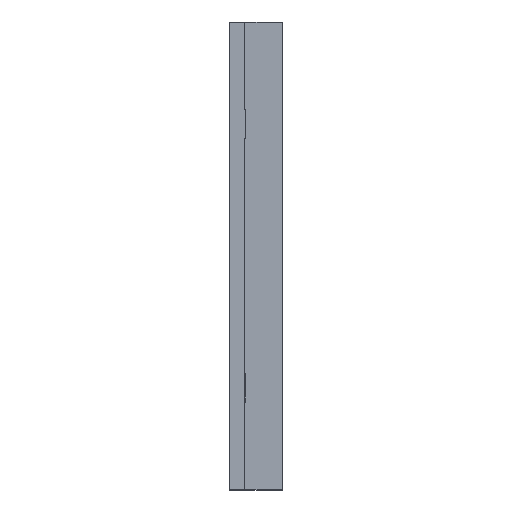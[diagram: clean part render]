
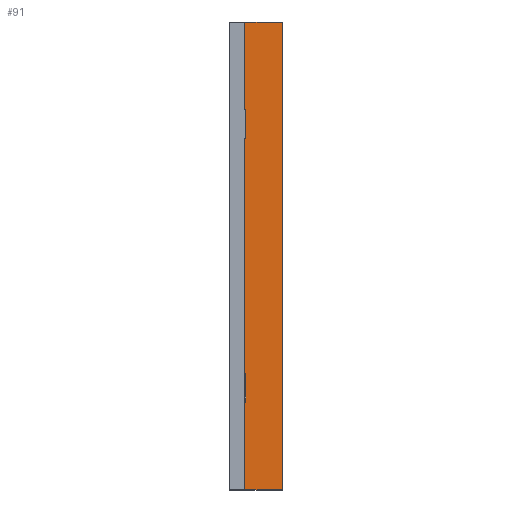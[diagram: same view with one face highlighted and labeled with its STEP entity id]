
A CAD part, top view. The second image highlights one B-rep face of the part: STEP entity #91.
In plain terms, the highlighted planar face has unit normal (0, 0, 1).
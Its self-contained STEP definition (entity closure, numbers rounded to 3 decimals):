
#19 = LINE ( 'NONE', #1211, #382 ) ;
#25 = EDGE_LOOP ( 'NONE', ( #1167, #904, #914, #404 ) ) ;
#77 = DIRECTION ( 'NONE',  ( 0., 1., 0. ) ) ;
#91 = ADVANCED_FACE ( 'NONE', ( #414 ), #807, .F. ) ;
#108 = EDGE_CURVE ( 'NONE', #500, #1090, #19, .T. ) ;
#182 = VERTEX_POINT ( 'NONE', #247 ) ;
#208 = DIRECTION ( 'NONE',  ( 0., 1., 0. ) ) ;
#232 = LINE ( 'NONE', #896, #487 ) ;
#247 = CARTESIAN_POINT ( 'NONE',  ( 28.8, -442.5, -1.1 ) ) ;
#282 = LINE ( 'NONE', #383, #364 ) ;
#307 = DIRECTION ( 'NONE',  ( 0., 0., -1. ) ) ;
#364 = VECTOR ( 'NONE', #77, 1000. ) ;
#382 = VECTOR ( 'NONE', #208, 1000. ) ;
#383 = CARTESIAN_POINT ( 'NONE',  ( 28.8, -542.522, -1.1 ) ) ;
#404 = ORIENTED_EDGE ( 'NONE', *, *, #108, .T. ) ;
#408 = DIRECTION ( 'NONE',  ( -1., 0., 0. ) ) ;
#414 = FACE_OUTER_BOUND ( 'NONE', #25, .T. ) ;
#445 = CARTESIAN_POINT ( 'NONE',  ( 100., -442.5, -1.1 ) ) ;
#487 = VECTOR ( 'NONE', #911, 1000. ) ;
#500 = VERTEX_POINT ( 'NONE', #445 ) ;
#650 = DIRECTION ( 'NONE',  ( 1., 0., 0. ) ) ;
#679 = CARTESIAN_POINT ( 'NONE',  ( 28.8, 442.5, -1.1 ) ) ;
#700 = CARTESIAN_POINT ( 'NONE',  ( 50.525, 0., -1.1 ) ) ;
#706 = LINE ( 'NONE', #1142, #851 ) ;
#755 = CARTESIAN_POINT ( 'NONE',  ( 100., 442.5, -1.1 ) ) ;
#797 = EDGE_CURVE ( 'NONE', #182, #1253, #282, .T. ) ;
#807 = PLANE ( 'NONE',  #989 ) ;
#851 = VECTOR ( 'NONE', #650, 1000. ) ;
#894 = EDGE_CURVE ( 'NONE', #1090, #1253, #232, .T. ) ;
#896 = CARTESIAN_POINT ( 'NONE',  ( 50.525, 442.5, -1.1 ) ) ;
#904 = ORIENTED_EDGE ( 'NONE', *, *, #797, .F. ) ;
#911 = DIRECTION ( 'NONE',  ( -1., 0., 0. ) ) ;
#914 = ORIENTED_EDGE ( 'NONE', *, *, #1032, .T. ) ;
#989 = AXIS2_PLACEMENT_3D ( 'NONE', #700, #307, #408 ) ;
#1032 = EDGE_CURVE ( 'NONE', #182, #500, #706, .T. ) ;
#1090 = VERTEX_POINT ( 'NONE', #755 ) ;
#1142 = CARTESIAN_POINT ( 'NONE',  ( 50.525, -442.5, -1.1 ) ) ;
#1167 = ORIENTED_EDGE ( 'NONE', *, *, #894, .T. ) ;
#1211 = CARTESIAN_POINT ( 'NONE',  ( 100., 0., -1.1 ) ) ;
#1253 = VERTEX_POINT ( 'NONE', #679 ) ;
